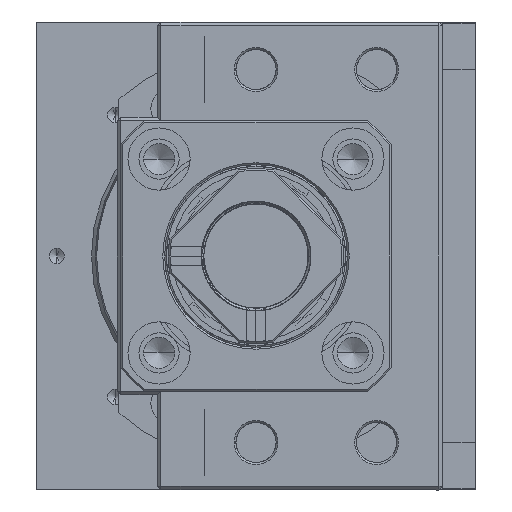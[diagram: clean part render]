
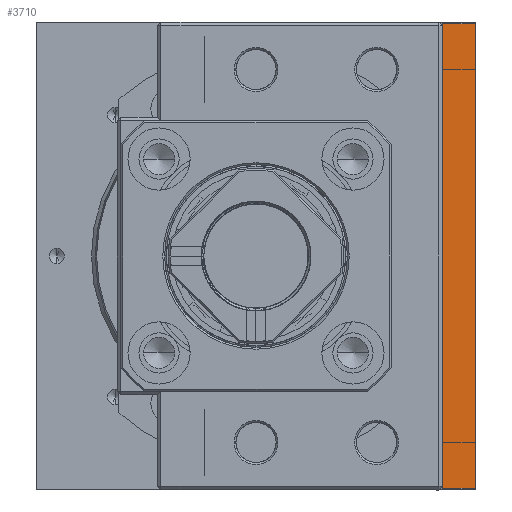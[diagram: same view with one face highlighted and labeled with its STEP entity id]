
A CAD part, left-side view. The second image highlights one B-rep face of the part: STEP entity #3710.
In plain terms, the highlighted face is planar.
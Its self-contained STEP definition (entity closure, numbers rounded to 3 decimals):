
#703 = CARTESIAN_POINT ( 'NONE',  ( 63.5, 9., 22.5 ) ) ;
#1234 = EDGE_CURVE ( 'NONE', #27337, #1303, #45720, .T. ) ;
#1303 = VERTEX_POINT ( 'NONE', #27749 ) ;
#1793 = CARTESIAN_POINT ( 'NONE',  ( -63.5, 0., 22.5 ) ) ;
#3477 = FACE_OUTER_BOUND ( 'NONE', #43144, .T. ) ;
#3710 = ADVANCED_FACE ( 'NONE', ( #3477 ), #26675, .F. ) ;
#4873 = ORIENTED_EDGE ( 'NONE', *, *, #1234, .F. ) ;
#6338 = LINE ( 'NONE', #24272, #41927 ) ;
#7911 = VERTEX_POINT ( 'NONE', #1793 ) ;
#7920 = LINE ( 'NONE', #19776, #19715 ) ;
#8245 = DIRECTION ( 'NONE',  ( 0., 0., -1. ) ) ;
#11190 = ORIENTED_EDGE ( 'NONE', *, *, #20974, .F. ) ;
#14411 = CARTESIAN_POINT ( 'NONE',  ( 63.5, 9., 22.5 ) ) ;
#15830 = ORIENTED_EDGE ( 'NONE', *, *, #16124, .T. ) ;
#16124 = EDGE_CURVE ( 'NONE', #7911, #1303, #7920, .T. ) ;
#18457 = VERTEX_POINT ( 'NONE', #38568 ) ;
#18806 = VECTOR ( 'NONE', #27321, 1000. ) ;
#19645 = DIRECTION ( 'NONE',  ( -1., 0., 0. ) ) ;
#19715 = VECTOR ( 'NONE', #37473, 1000. ) ;
#19776 = CARTESIAN_POINT ( 'NONE',  ( -63.5, 0., 22.5 ) ) ;
#20285 = AXIS2_PLACEMENT_3D ( 'NONE', #21919, #8245, #19645 ) ;
#20974 = EDGE_CURVE ( 'NONE', #18457, #27337, #39253, .T. ) ;
#21919 = CARTESIAN_POINT ( 'NONE',  ( -63.5, 9., 22.5 ) ) ;
#22897 = ORIENTED_EDGE ( 'NONE', *, *, #37100, .T. ) ;
#24253 = CARTESIAN_POINT ( 'NONE',  ( -63.5, 9., 22.5 ) ) ;
#24272 = CARTESIAN_POINT ( 'NONE',  ( -63.5, 9., 22.5 ) ) ;
#26675 = PLANE ( 'NONE',  #20285 ) ;
#27321 = DIRECTION ( 'NONE',  ( 0., -1., 0. ) ) ;
#27337 = VERTEX_POINT ( 'NONE', #14411 ) ;
#27443 = DIRECTION ( 'NONE',  ( 0., -1., 0. ) ) ;
#27749 = CARTESIAN_POINT ( 'NONE',  ( 63.5, 0., 22.5 ) ) ;
#35142 = DIRECTION ( 'NONE',  ( 1., 0., 0. ) ) ;
#37100 = EDGE_CURVE ( 'NONE', #18457, #7911, #6338, .T. ) ;
#37473 = DIRECTION ( 'NONE',  ( 1., 0., 0. ) ) ;
#38568 = CARTESIAN_POINT ( 'NONE',  ( -63.5, 9., 22.5 ) ) ;
#39253 = LINE ( 'NONE', #24253, #44723 ) ;
#41927 = VECTOR ( 'NONE', #27443, 1000. ) ;
#43144 = EDGE_LOOP ( 'NONE', ( #15830, #4873, #11190, #22897 ) ) ;
#44723 = VECTOR ( 'NONE', #35142, 1000. ) ;
#45720 = LINE ( 'NONE', #703, #18806 ) ;
